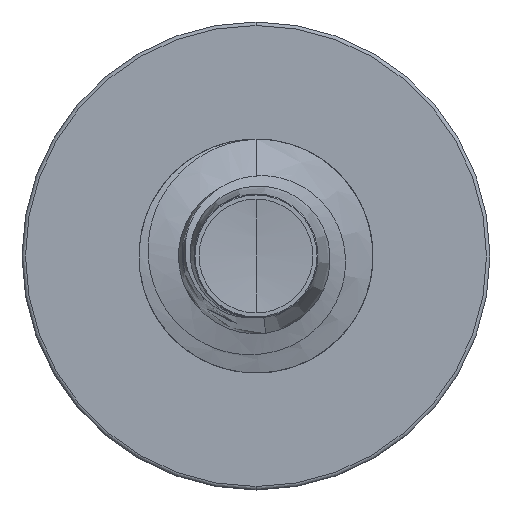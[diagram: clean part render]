
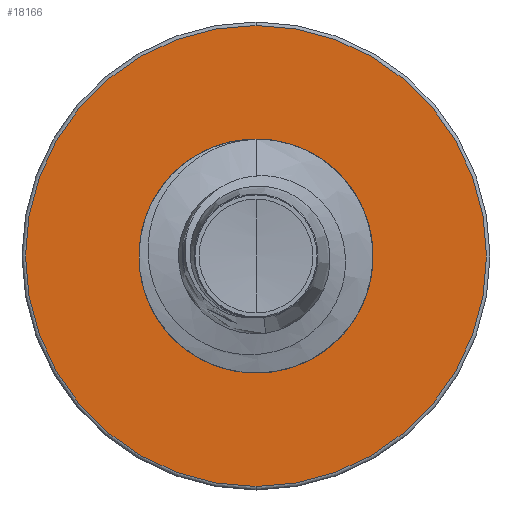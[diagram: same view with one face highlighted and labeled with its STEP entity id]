
A CAD part, front view. The second image highlights one B-rep face of the part: STEP entity #18166.
In plain terms, the highlighted planar face has unit normal (0, -1, 0).
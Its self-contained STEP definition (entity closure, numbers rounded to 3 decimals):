
#56 = CARTESIAN_POINT ( 'NONE',  ( 0., 37.5, -3.694 ) ) ;
#152 = CIRCLE ( 'NONE', #4657, 3.694 ) ;
#938 = VERTEX_POINT ( 'NONE', #56 ) ;
#2033 = DIRECTION ( 'NONE',  ( 0., 1., 0. ) ) ;
#2323 = EDGE_LOOP ( 'NONE', ( #3757, #22463 ) ) ;
#2518 = EDGE_CURVE ( 'NONE', #938, #20576, #24311, .T. ) ;
#3469 = DIRECTION ( 'NONE',  ( 0., 1., 0. ) ) ;
#3735 = AXIS2_PLACEMENT_3D ( 'NONE', #5959, #24893, #12396 ) ;
#3757 = ORIENTED_EDGE ( 'NONE', *, *, #26999, .F. ) ;
#4059 = VERTEX_POINT ( 'NONE', #7536 ) ;
#4657 = AXIS2_PLACEMENT_3D ( 'NONE', #12557, #27125, #14685 ) ;
#5014 = AXIS2_PLACEMENT_3D ( 'NONE', #23466, #10927, #25555 ) ;
#5959 = CARTESIAN_POINT ( 'NONE',  ( 0., 37.5, -3.694 ) ) ;
#6626 = AXIS2_PLACEMENT_3D ( 'NONE', #14806, #2033, #16919 ) ;
#7536 = CARTESIAN_POINT ( 'NONE',  ( 0., 37.5, 7.88 ) ) ;
#10395 = ORIENTED_EDGE ( 'NONE', *, *, #2518, .T. ) ;
#10508 = CIRCLE ( 'NONE', #6626, 7.88 ) ;
#10927 = DIRECTION ( 'NONE',  ( 0., 1., 0. ) ) ;
#12396 = DIRECTION ( 'NONE',  ( 0., 0., 1. ) ) ;
#12557 = CARTESIAN_POINT ( 'NONE',  ( 0., 37.5, 0. ) ) ;
#13686 = EDGE_LOOP ( 'NONE', ( #26340, #10395 ) ) ;
#14685 = DIRECTION ( 'NONE',  ( 0., 0., 1. ) ) ;
#14806 = CARTESIAN_POINT ( 'NONE',  ( 0., 37.5, 0. ) ) ;
#15206 = CIRCLE ( 'NONE', #5014, 7.88 ) ;
#16225 = CARTESIAN_POINT ( 'NONE',  ( 0., 37.5, 0. ) ) ;
#16919 = DIRECTION ( 'NONE',  ( 0., 0., 1. ) ) ;
#18166 = ADVANCED_FACE ( 'NONE', ( #27182, #21689 ), #22803, .F. ) ;
#18323 = DIRECTION ( 'NONE',  ( 0., 0., 1. ) ) ;
#19055 = AXIS2_PLACEMENT_3D ( 'NONE', #16225, #3469, #18323 ) ;
#19225 = EDGE_CURVE ( 'NONE', #26041, #4059, #10508, .T. ) ;
#20576 = VERTEX_POINT ( 'NONE', #21717 ) ;
#21689 = FACE_BOUND ( 'NONE', #13686, .T. ) ;
#21717 = CARTESIAN_POINT ( 'NONE',  ( 0., 37.5, 3.694 ) ) ;
#21775 = EDGE_CURVE ( 'NONE', #20576, #938, #152, .T. ) ;
#22463 = ORIENTED_EDGE ( 'NONE', *, *, #19225, .F. ) ;
#22649 = CARTESIAN_POINT ( 'NONE',  ( 0., 37.5, -7.88 ) ) ;
#22803 = PLANE ( 'NONE',  #3735 ) ;
#23466 = CARTESIAN_POINT ( 'NONE',  ( 0., 37.5, 0. ) ) ;
#24311 = CIRCLE ( 'NONE', #19055, 3.694 ) ;
#24893 = DIRECTION ( 'NONE',  ( 0., 1., 0. ) ) ;
#25555 = DIRECTION ( 'NONE',  ( 0., 0., 1. ) ) ;
#26041 = VERTEX_POINT ( 'NONE', #22649 ) ;
#26340 = ORIENTED_EDGE ( 'NONE', *, *, #21775, .T. ) ;
#26999 = EDGE_CURVE ( 'NONE', #4059, #26041, #15206, .T. ) ;
#27125 = DIRECTION ( 'NONE',  ( 0., 1., 0. ) ) ;
#27182 = FACE_OUTER_BOUND ( 'NONE', #2323, .T. ) ;
